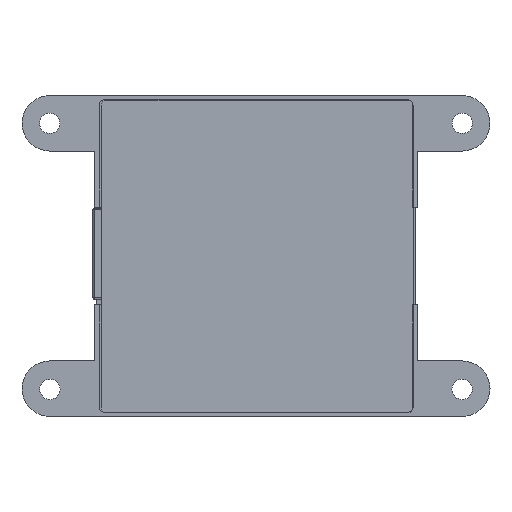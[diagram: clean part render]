
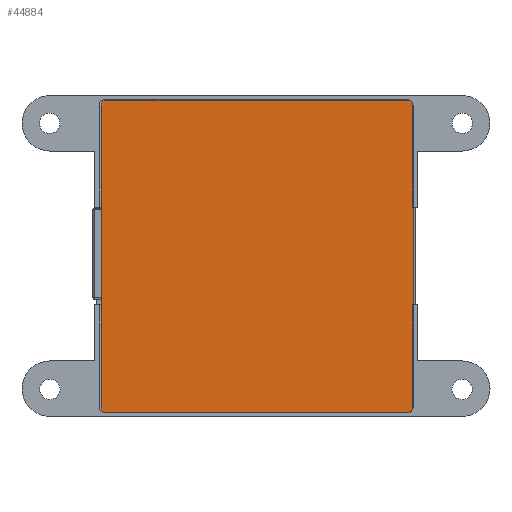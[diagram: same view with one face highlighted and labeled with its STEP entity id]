
A CAD part, front view. The second image highlights one B-rep face of the part: STEP entity #44884.
In plain terms, the highlighted planar face has unit normal (0, -1, 0).
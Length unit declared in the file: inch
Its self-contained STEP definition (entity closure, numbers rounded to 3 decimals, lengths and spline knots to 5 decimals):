
#274 = CARTESIAN_POINT ( 'NONE',  ( 1.07, 0., -1.03801 ) ) ;
#1312 = ORIENTED_EDGE ( 'NONE', *, *, #21078, .F. ) ;
#2836 = CARTESIAN_POINT ( 'NONE',  ( 1.07, 0., 1.05675 ) ) ;
#2909 = ORIENTED_EDGE ( 'NONE', *, *, #10851, .T. ) ;
#4352 = FACE_OUTER_BOUND ( 'NONE', #28595, .T. ) ;
#4917 = CARTESIAN_POINT ( 'NONE',  ( 1.07, 0., -1.07 ) ) ;
#5677 = CARTESIAN_POINT ( 'NONE',  ( -1.07, 0., 1.03801 ) ) ;
#6709 = CARTESIAN_POINT ( 'NONE',  ( -1.07, 0., -1.05675 ) ) ;
#8139 = CARTESIAN_POINT ( 'NONE',  ( -1.07, 0., 1.03801 ) ) ;
#8319 = VECTOR ( 'NONE', #41044, 39.37008 ) ;
#9109 = ORIENTED_EDGE ( 'NONE', *, *, #42933, .T. ) ;
#9211 = VERTEX_POINT ( 'NONE', #41072 ) ;
#9830 = EDGE_CURVE ( 'NONE', #39034, #20500, #25082, .T. ) ;
#10587 = ORIENTED_EDGE ( 'NONE', *, *, #9830, .T. ) ;
#10851 = EDGE_CURVE ( 'NONE', #9211, #39924, #16305, .T. ) ;
#11264 = CARTESIAN_POINT ( 'NONE',  ( 1.07, 0., 1.03801 ) ) ;
#12307 = CARTESIAN_POINT ( 'NONE',  ( -1.03801, 0., 1.07 ) ) ;
#12435 = CARTESIAN_POINT ( 'NONE',  ( -1.07, 0., -1.07 ) ) ;
#12561 = AXIS2_PLACEMENT_3D ( 'NONE', #51745, #26681, #23300 ) ;
#14778 = EDGE_CURVE ( 'NONE', #28025, #20500, #19140, .T. ) ;
#16305 =( BOUNDED_CURVE ( )  B_SPLINE_CURVE ( 3, ( #18912, #6709, #30504, #51099 ),
 .UNSPECIFIED., .F., .F. ) 
 B_SPLINE_CURVE_WITH_KNOTS ( ( 4, 4 ),
 ( 5.49813, 7.06824 ),
 .UNSPECIFIED. ) 
 CURVE ( )  GEOMETRIC_REPRESENTATION_ITEM ( )  RATIONAL_B_SPLINE_CURVE ( ( 1., 0.805, 0.805, 1. ) ) 
 REPRESENTATION_ITEM ( '' )  );
#16996 = LINE ( 'NONE', #49397, #31657 ) ;
#17109 = CARTESIAN_POINT ( 'NONE',  ( -1.07, 0., 1.07 ) ) ;
#17418 = ORIENTED_EDGE ( 'NONE', *, *, #14778, .F. ) ;
#18272 = ORIENTED_EDGE ( 'NONE', *, *, #29685, .T. ) ;
#18617 = CARTESIAN_POINT ( 'NONE',  ( -1.03801, 0., 1.07 ) ) ;
#18912 = CARTESIAN_POINT ( 'NONE',  ( -1.07, 0., -1.03801 ) ) ;
#19140 = LINE ( 'NONE', #4917, #39616 ) ;
#20238 = ORIENTED_EDGE ( 'NONE', *, *, #37158, .F. ) ;
#20491 = CARTESIAN_POINT ( 'NONE',  ( -1.07, 0., 1.05675 ) ) ;
#20500 = VERTEX_POINT ( 'NONE', #274 ) ;
#21078 = EDGE_CURVE ( 'NONE', #39034, #39924, #16996, .T. ) ;
#21264 = CARTESIAN_POINT ( 'NONE',  ( 1.07, 0., -1.03801 ) ) ;
#23183 = LINE ( 'NONE', #17109, #44300 ) ;
#23300 = DIRECTION ( 'NONE',  ( 0., 0., 1. ) ) ;
#23544 = CARTESIAN_POINT ( 'NONE',  ( 1.03801, 0., -1.07 ) ) ;
#24753 = DIRECTION ( 'NONE',  ( 1., 0., 0. ) ) ;
#25082 =( BOUNDED_CURVE ( )  B_SPLINE_CURVE ( 3, ( #23544, #33217, #45760, #21264 ),
 .UNSPECIFIED., .F., .T. ) 
 B_SPLINE_CURVE_WITH_KNOTS ( ( 4, 4 ),
 ( 5.49813, 7.06824 ),
 .UNSPECIFIED. ) 
 CURVE ( )  GEOMETRIC_REPRESENTATION_ITEM ( )  RATIONAL_B_SPLINE_CURVE ( ( 1., 0.805, 0.805, 1. ) ) 
 REPRESENTATION_ITEM ( '' )  );
#26681 = DIRECTION ( 'NONE',  ( 0., 1., 0. ) ) ;
#27633 = CARTESIAN_POINT ( 'NONE',  ( 1.07, 0., 1.03801 ) ) ;
#28025 = VERTEX_POINT ( 'NONE', #27633 ) ;
#28595 = EDGE_LOOP ( 'NONE', ( #40122, #2909, #1312, #10587, #17418, #9109, #20238, #18272 ) ) ;
#29592 = DIRECTION ( 'NONE',  ( 0., 0., -1. ) ) ;
#29685 = EDGE_CURVE ( 'NONE', #35399, #46214, #48654, .T. ) ;
#30372 = EDGE_CURVE ( 'NONE', #9211, #46214, #41002, .T. ) ;
#30504 = CARTESIAN_POINT ( 'NONE',  ( -1.05675, 0., -1.07 ) ) ;
#31657 = VECTOR ( 'NONE', #42119, 39.37008 ) ;
#31801 = CARTESIAN_POINT ( 'NONE',  ( 1.05675, 0., 1.07 ) ) ;
#32951 = CARTESIAN_POINT ( 'NONE',  ( 1.03801, 0., 1.07 ) ) ;
#33217 = CARTESIAN_POINT ( 'NONE',  ( 1.05675, 0., -1.07 ) ) ;
#35399 = VERTEX_POINT ( 'NONE', #18617 ) ;
#37099 = VERTEX_POINT ( 'NONE', #32951 ) ;
#37158 = EDGE_CURVE ( 'NONE', #35399, #37099, #23183, .T. ) ;
#39034 = VERTEX_POINT ( 'NONE', #45004 ) ;
#39604 = PLANE ( 'NONE',  #12561 ) ;
#39616 = VECTOR ( 'NONE', #29592, 39.37008 ) ;
#39924 = VERTEX_POINT ( 'NONE', #50904 ) ;
#40122 = ORIENTED_EDGE ( 'NONE', *, *, #30372, .F. ) ;
#40530 =( BOUNDED_CURVE ( )  B_SPLINE_CURVE ( 3, ( #11264, #2836, #31801, #43650 ),
 .UNSPECIFIED., .F., .T. ) 
 B_SPLINE_CURVE_WITH_KNOTS ( ( 4, 4 ),
 ( 5.49813, 7.06824 ),
 .UNSPECIFIED. ) 
 CURVE ( )  GEOMETRIC_REPRESENTATION_ITEM ( )  RATIONAL_B_SPLINE_CURVE ( ( 1., 0.805, 0.805, 1. ) ) 
 REPRESENTATION_ITEM ( '' )  );
#41002 = LINE ( 'NONE', #12435, #8319 ) ;
#41044 = DIRECTION ( 'NONE',  ( 0., 0., 1. ) ) ;
#41072 = CARTESIAN_POINT ( 'NONE',  ( -1.07, 0., -1.03801 ) ) ;
#41089 = CARTESIAN_POINT ( 'NONE',  ( -1.05675, 0., 1.07 ) ) ;
#42119 = DIRECTION ( 'NONE',  ( -1., 0., 0. ) ) ;
#42933 = EDGE_CURVE ( 'NONE', #28025, #37099, #40530, .T. ) ;
#43650 = CARTESIAN_POINT ( 'NONE',  ( 1.03801, 0., 1.07 ) ) ;
#44300 = VECTOR ( 'NONE', #24753, 39.37008 ) ;
#44884 = ADVANCED_FACE ( 'NONE', ( #4352 ), #39604, .F. ) ;
#45004 = CARTESIAN_POINT ( 'NONE',  ( 1.03801, 0., -1.07 ) ) ;
#45760 = CARTESIAN_POINT ( 'NONE',  ( 1.07, 0., -1.05675 ) ) ;
#46214 = VERTEX_POINT ( 'NONE', #5677 ) ;
#48654 =( BOUNDED_CURVE ( )  B_SPLINE_CURVE ( 3, ( #12307, #41089, #20491, #8139 ),
 .UNSPECIFIED., .F., .F. ) 
 B_SPLINE_CURVE_WITH_KNOTS ( ( 4, 4 ),
 ( 5.49813, 7.06824 ),
 .UNSPECIFIED. ) 
 CURVE ( )  GEOMETRIC_REPRESENTATION_ITEM ( )  RATIONAL_B_SPLINE_CURVE ( ( 1., 0.805, 0.805, 1. ) ) 
 REPRESENTATION_ITEM ( '' )  );
#49397 = CARTESIAN_POINT ( 'NONE',  ( -1.07, 0., -1.07 ) ) ;
#50904 = CARTESIAN_POINT ( 'NONE',  ( -1.03801, 0., -1.07 ) ) ;
#51099 = CARTESIAN_POINT ( 'NONE',  ( -1.03801, 0., -1.07 ) ) ;
#51745 = CARTESIAN_POINT ( 'NONE',  ( -1.07, 0., 1.07 ) ) ;
